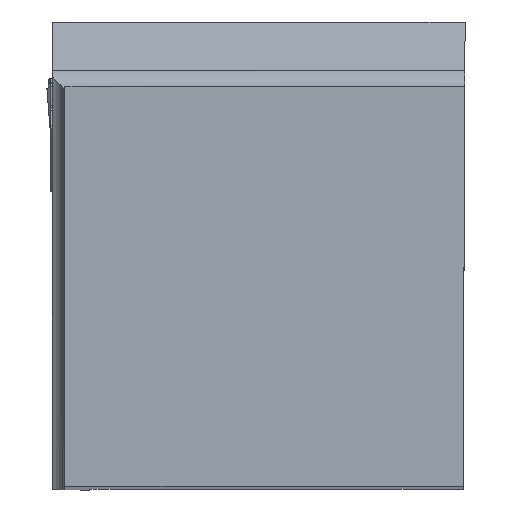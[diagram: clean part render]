
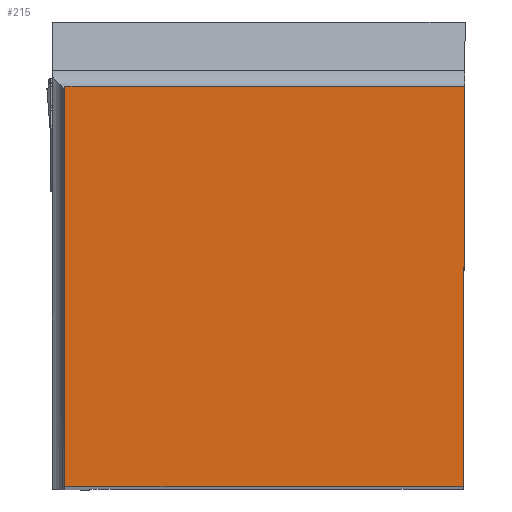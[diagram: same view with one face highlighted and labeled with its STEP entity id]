
A CAD part, top view. The second image highlights one B-rep face of the part: STEP entity #215.
In plain terms, the highlighted planar face has unit normal (0, 0, 1).
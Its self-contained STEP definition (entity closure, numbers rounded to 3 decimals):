
#215=ADVANCED_FACE('CU_BACK_SU1',(#334),#292,.F.);
#292=PLANE('',#1637);
#334=FACE_OUTER_BOUND('',#411,.T.);
#411=EDGE_LOOP('',(#488,#489,#490,#491));
#488=ORIENTED_EDGE('',*,*,#1063,.T.);
#489=ORIENTED_EDGE('',*,*,#1064,.T.);
#490=ORIENTED_EDGE('',*,*,#1065,.T.);
#491=ORIENTED_EDGE('',*,*,#1066,.F.);
#920=VERTEX_POINT('',#2211);
#921=VERTEX_POINT('',#2212);
#922=VERTEX_POINT('',#2214);
#923=VERTEX_POINT('',#2216);
#1063=EDGE_CURVE('',#920,#921,#1279,.T.);
#1064=EDGE_CURVE('',#921,#922,#1280,.T.);
#1065=EDGE_CURVE('',#922,#923,#1281,.T.);
#1066=EDGE_CURVE('',#920,#923,#1282,.T.);
#1279=LINE('',#2210,#1417);
#1280=LINE('',#2213,#1418);
#1281=LINE('',#2215,#1419);
#1282=LINE('',#2217,#1420);
#1417=VECTOR('',#1783,1.);
#1418=VECTOR('',#1784,1.);
#1419=VECTOR('',#1785,1.);
#1420=VECTOR('',#1786,1.);
#1637=AXIS2_PLACEMENT_3D('',#2218,#1787,#1788);
#1783=DIRECTION('',(1.,0.,0.));
#1784=DIRECTION('',(0.004,1.,0.));
#1785=DIRECTION('',(-1.,0.,0.));
#1786=DIRECTION('',(0.,1.,0.));
#1787=DIRECTION('',(0.,0.,-1.));
#1788=DIRECTION('',(-1.,0.,0.));
#2210=CARTESIAN_POINT('',(23.244,0.,0.));
#2211=CARTESIAN_POINT('',(-24.875,0.,0.));
#2212=CARTESIAN_POINT('',(-0.109,0.,0.));
#2213=CARTESIAN_POINT('',(0.088,44.976,0.));
#2214=CARTESIAN_POINT('',(0.,24.875,0.));
#2215=CARTESIAN_POINT('',(23.244,24.875,0.));
#2216=CARTESIAN_POINT('',(-24.875,24.875,0.));
#2217=CARTESIAN_POINT('',(-24.875,44.875,0.));
#2218=CARTESIAN_POINT('',(23.244,44.875,0.));
